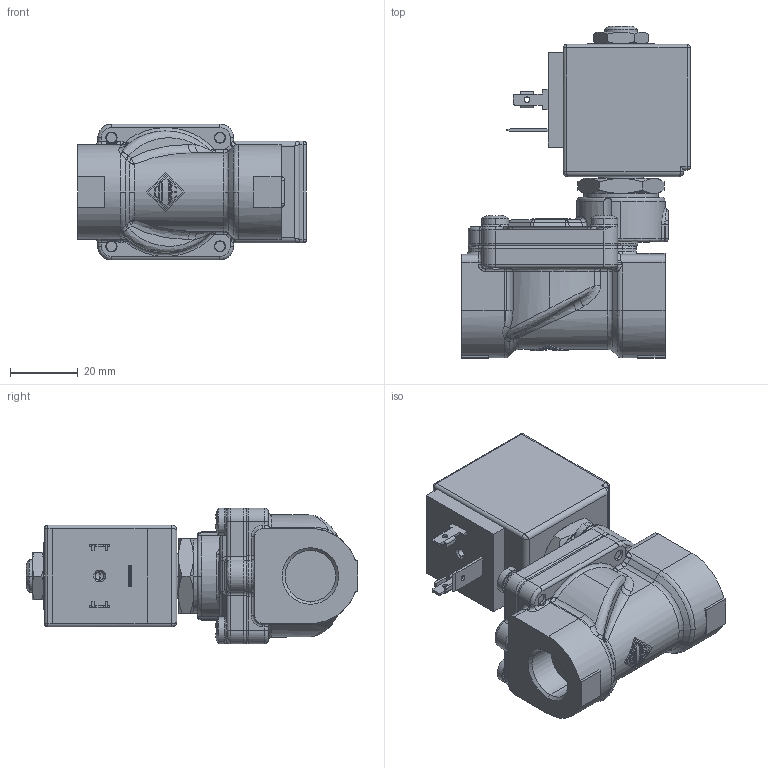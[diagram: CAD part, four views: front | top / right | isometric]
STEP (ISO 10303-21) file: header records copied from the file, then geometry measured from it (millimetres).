
FILE_DESCRIPTION (( 'STEP AP203' ), '1' );
FILE_NAME ('21WN3K1E130-T5-A.step', '2020-04-28T18:25:29', ( '' ), ( '' ), 'SwSTEP 2.0', 'SolidWorks 2019', '' );
FILE_SCHEMA (( 'CONFIG_CONTROL_DESIGN' ));
Length unit declared in the file: inch
Products named in the file (1): 21WN3K1E130-T5-A
Bounding box: 67.5 x 97.85 x 40 mm (x, y, z)
Volume: 101283.1 mm3; surface area: 36760.9 mm2
Topology: 10 solids, 15 shells, 907 faces, 2194 edges, 1328 vertices
Faces by surface type: plane 371, cylinder 260, bspline 211, cone 63, torus 2
Entity records: 33300 total; most frequent: CARTESIAN_POINT 13736, ORIENTED_EDGE 4332, DIRECTION 3692, EDGE_CURVE 2166, AXIS2_PLACEMENT_3D 1361, VERTEX_POINT 1328, EDGE_LOOP 976, LINE 970
